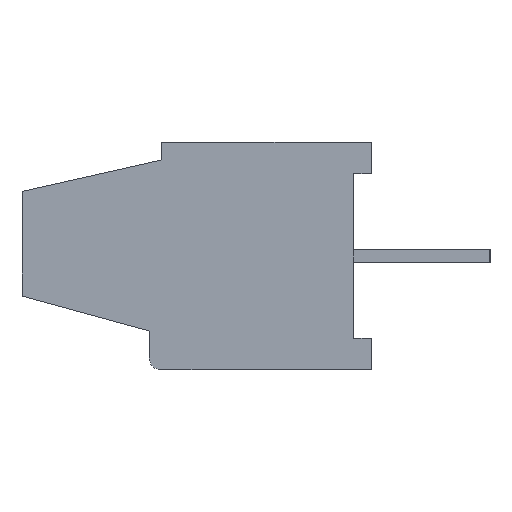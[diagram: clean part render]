
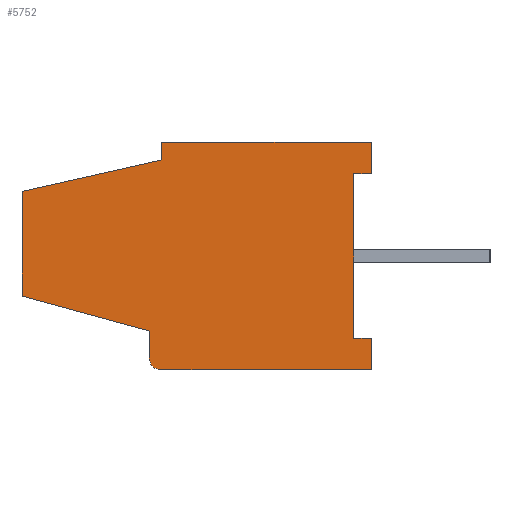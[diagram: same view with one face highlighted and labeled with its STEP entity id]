
A CAD part, left-side view. The second image highlights one B-rep face of the part: STEP entity #5752.
In plain terms, the highlighted planar face has unit normal (-1, 0, 0).
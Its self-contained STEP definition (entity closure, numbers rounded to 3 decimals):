
#679=DIRECTION('',(0.,-0.964,-0.264));
#680=VECTOR('',#679,3.785);
#681=CARTESIAN_POINT('',(-15.47,7.,-4.4));
#682=LINE('',#681,#680);
#683=DIRECTION('',(0.,0.,-1.));
#684=VECTOR('',#683,3.);
#685=CARTESIAN_POINT('',(-15.47,7.,-1.4));
#686=LINE('',#685,#684);
#687=DIRECTION('',(0.,0.976,-0.22));
#688=VECTOR('',#687,4.1);
#689=CARTESIAN_POINT('',(-15.47,3.,-0.5));
#690=LINE('',#689,#688);
#691=DIRECTION('',(0.,0.,-1.));
#692=VECTOR('',#691,0.5);
#693=CARTESIAN_POINT('',(-15.47,3.,0.));
#694=LINE('',#693,#692);
#695=DIRECTION('',(0.,1.,0.));
#696=VECTOR('',#695,6.);
#697=CARTESIAN_POINT('',(-15.47,-3.,0.));
#698=LINE('',#697,#696);
#699=DIRECTION('',(0.,0.,1.));
#700=VECTOR('',#699,0.9);
#701=CARTESIAN_POINT('',(-15.47,-3.,-0.9));
#702=LINE('',#701,#700);
#703=DIRECTION('',(0.,-1.,0.));
#704=VECTOR('',#703,0.5);
#705=CARTESIAN_POINT('',(-15.47,-2.5,-0.9));
#706=LINE('',#705,#704);
#707=DIRECTION('',(0.,0.,1.));
#708=VECTOR('',#707,4.7);
#709=CARTESIAN_POINT('',(-15.47,-2.5,-5.6));
#710=LINE('',#709,#708);
#711=DIRECTION('',(0.,1.,0.));
#712=VECTOR('',#711,0.5);
#713=CARTESIAN_POINT('',(-15.47,-3.,-5.6));
#714=LINE('',#713,#712);
#715=DIRECTION('',(0.,0.,1.));
#716=VECTOR('',#715,0.9);
#717=CARTESIAN_POINT('',(-15.47,-3.,-6.5));
#718=LINE('',#717,#716);
#719=DIRECTION('',(0.,-1.,0.));
#720=VECTOR('',#719,6.05);
#721=CARTESIAN_POINT('',(-15.47,3.05,-6.5));
#722=LINE('',#721,#720);
#723=CARTESIAN_POINT('',(-15.47,3.05,-6.2));
#724=DIRECTION('',(-1.,0.,0.));
#725=DIRECTION('',(0.,1.,0.));
#726=AXIS2_PLACEMENT_3D('',#723,#724,#725);
#728=DIRECTION('',(0.,0.,-1.));
#729=VECTOR('',#728,0.8);
#730=CARTESIAN_POINT('',(-15.47,3.35,-5.4));
#731=LINE('',#730,#729);
#3762=CARTESIAN_POINT('',(-15.47,7.,-4.4));
#3763=CARTESIAN_POINT('',(-15.47,3.35,-5.4));
#3764=VERTEX_POINT('',#3762);
#3765=VERTEX_POINT('',#3763);
#3766=CARTESIAN_POINT('',(-15.47,3.35,-6.2));
#3767=VERTEX_POINT('',#3766);
#3768=CARTESIAN_POINT('',(-15.47,3.05,-6.5));
#3769=CARTESIAN_POINT('',(-15.47,-3.,-6.5));
#3770=VERTEX_POINT('',#3768);
#3771=VERTEX_POINT('',#3769);
#3772=CARTESIAN_POINT('',(-15.47,-3.,-5.6));
#3773=VERTEX_POINT('',#3772);
#3774=CARTESIAN_POINT('',(-15.47,-2.5,-5.6));
#3775=VERTEX_POINT('',#3774);
#3776=CARTESIAN_POINT('',(-15.47,-2.5,-0.9));
#3777=VERTEX_POINT('',#3776);
#3778=CARTESIAN_POINT('',(-15.47,-3.,-0.9));
#3779=VERTEX_POINT('',#3778);
#3780=CARTESIAN_POINT('',(-15.47,-3.,0.));
#3781=VERTEX_POINT('',#3780);
#3782=CARTESIAN_POINT('',(-15.47,3.,0.));
#3783=VERTEX_POINT('',#3782);
#3784=CARTESIAN_POINT('',(-15.47,3.,-0.5));
#3785=VERTEX_POINT('',#3784);
#3786=CARTESIAN_POINT('',(-15.47,7.,-1.4));
#3787=VERTEX_POINT('',#3786);
#5723=CARTESIAN_POINT('',(-15.47,0.,0.));
#5724=DIRECTION('',(-1.,0.,0.));
#5725=DIRECTION('',(0.,-1.,0.));
#5726=AXIS2_PLACEMENT_3D('',#5723,#5724,#5725);
#5727=PLANE('',#5726);
#5728=ORIENTED_EDGE('',*,*,#4970,.F.);
#5730=ORIENTED_EDGE('',*,*,#5729,.F.);
#5732=ORIENTED_EDGE('',*,*,#5731,.F.);
#5734=ORIENTED_EDGE('',*,*,#5733,.F.);
#5736=ORIENTED_EDGE('',*,*,#5735,.F.);
#5738=ORIENTED_EDGE('',*,*,#5737,.F.);
#5740=ORIENTED_EDGE('',*,*,#5739,.F.);
#5742=ORIENTED_EDGE('',*,*,#5741,.F.);
#5744=ORIENTED_EDGE('',*,*,#5743,.F.);
#5746=ORIENTED_EDGE('',*,*,#5745,.F.);
#5747=ORIENTED_EDGE('',*,*,#5208,.F.);
#5748=ORIENTED_EDGE('',*,*,#5238,.F.);
#5749=ORIENTED_EDGE('',*,*,#5553,.F.);
#5750=EDGE_LOOP('',(#5728,#5730,#5732,#5734,#5736,#5738,#5740,#5742,#5744,#5746,
#5747,#5748,#5749));
#5751=FACE_OUTER_BOUND('',#5750,.F.);
#727=CIRCLE('',#726,0.3);
#4970=EDGE_CURVE('',#3764,#3765,#682,.T.);
#5208=EDGE_CURVE('',#3770,#3771,#722,.T.);
#5238=EDGE_CURVE('',#3767,#3770,#727,.T.);
#5553=EDGE_CURVE('',#3765,#3767,#731,.T.);
#5729=EDGE_CURVE('',#3787,#3764,#686,.T.);
#5731=EDGE_CURVE('',#3785,#3787,#690,.T.);
#5733=EDGE_CURVE('',#3783,#3785,#694,.T.);
#5735=EDGE_CURVE('',#3781,#3783,#698,.T.);
#5737=EDGE_CURVE('',#3779,#3781,#702,.T.);
#5739=EDGE_CURVE('',#3777,#3779,#706,.T.);
#5741=EDGE_CURVE('',#3775,#3777,#710,.T.);
#5743=EDGE_CURVE('',#3773,#3775,#714,.T.);
#5745=EDGE_CURVE('',#3771,#3773,#718,.T.);
#5752=ADVANCED_FACE('',(#5751),#5727,.T.);
